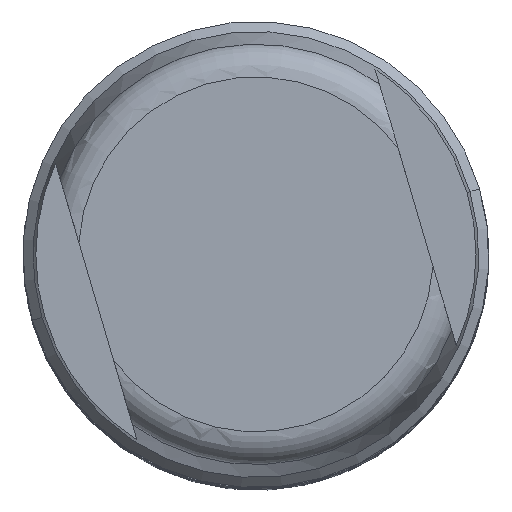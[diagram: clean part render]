
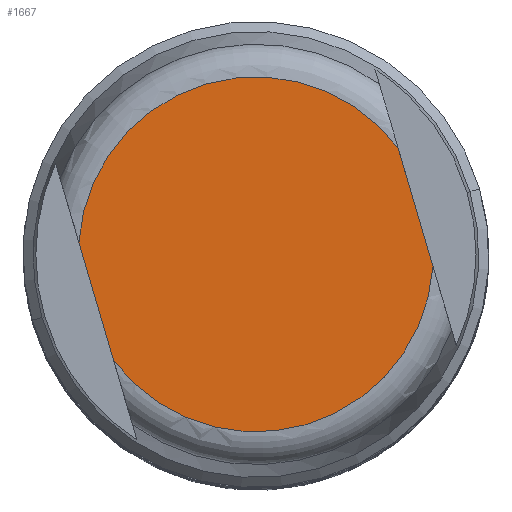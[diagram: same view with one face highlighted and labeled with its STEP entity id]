
A CAD part, top view. The second image highlights one B-rep face of the part: STEP entity #1667.
In plain terms, the highlighted planar face has unit normal (0, 0, 1).
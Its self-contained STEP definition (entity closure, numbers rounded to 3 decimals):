
#1533=AXIS2_PLACEMENT_3D('Circle Axis2P3D',#1531,#1532,$) ;
#1647=AXIS2_PLACEMENT_3D('Plane Axis2P3D',#1644,#1645,#1646) ;
#1651=AXIS2_PLACEMENT_3D('Circle Axis2P3D',#1649,#1650,$) ;
#1528=CARTESIAN_POINT('Vertex',(12.319,6.634,56.66)) ;
#1531=CARTESIAN_POINT('Axis2P3D Location',(7.,7.,56.66)) ;
#1535=CARTESIAN_POINT('Vertex',(2.726,3.813,56.66)) ;
#1625=CARTESIAN_POINT('Vertex',(11.274,10.187,56.66)) ;
#1628=CARTESIAN_POINT('Line Origine',(11.797,8.411,56.66)) ;
#1644=CARTESIAN_POINT('Axis2P3D Location',(7.,7.,56.66)) ;
#1649=CARTESIAN_POINT('Axis2P3D Location',(7.,7.,56.66)) ;
#1653=CARTESIAN_POINT('Vertex',(1.681,7.366,56.66)) ;
#1656=CARTESIAN_POINT('Line Origine',(2.203,5.589,56.66)) ;
#1532=DIRECTION('Axis2P3D Direction',(0.,-0.,1.)) ;
#1629=DIRECTION('Vector Direction',(-0.282,0.959,0.)) ;
#1645=DIRECTION('Axis2P3D Direction',(0.,-0.,1.)) ;
#1646=DIRECTION('Axis2P3D XDirection',(0.959,0.282,0.)) ;
#1650=DIRECTION('Axis2P3D Direction',(0.,-0.,1.)) ;
#1657=DIRECTION('Vector Direction',(-0.282,0.959,0.)) ;
#1630=VECTOR('Line Direction',#1629,1.) ;
#1658=VECTOR('Line Direction',#1657,1.) ;
#1662=ORIENTED_EDGE('',*,*,#1632,.T.) ;
#1663=ORIENTED_EDGE('',*,*,#1655,.T.) ;
#1664=ORIENTED_EDGE('',*,*,#1660,.F.) ;
#1665=ORIENTED_EDGE('',*,*,#1537,.T.) ;
#1667=ADVANCED_FACE('Hauptkoerper',(#1666),#1648,.T.) ;
#1534=CIRCLE('generated circle',#1533,5.332) ;
#1652=CIRCLE('generated circle',#1651,5.332) ;
#1537=EDGE_CURVE('',#1536,#1529,#1534,.T.) ;
#1632=EDGE_CURVE('',#1529,#1626,#1631,.T.) ;
#1655=EDGE_CURVE('',#1626,#1654,#1652,.T.) ;
#1660=EDGE_CURVE('',#1536,#1654,#1659,.T.) ;
#1661=EDGE_LOOP('',(#1662,#1663,#1664,#1665)) ;
#1666=FACE_OUTER_BOUND('',#1661,.T.) ;
#1631=LINE('Line',#1628,#1630) ;
#1659=LINE('Line',#1656,#1658) ;
#1648=PLANE('',#1647) ;
#1529=VERTEX_POINT('',#1528) ;
#1536=VERTEX_POINT('',#1535) ;
#1626=VERTEX_POINT('',#1625) ;
#1654=VERTEX_POINT('',#1653) ;
